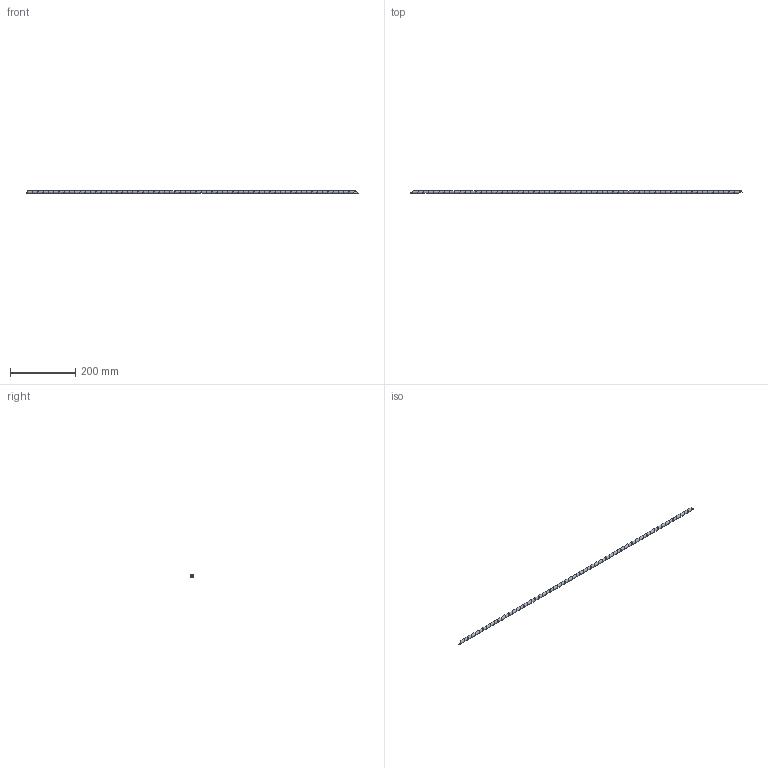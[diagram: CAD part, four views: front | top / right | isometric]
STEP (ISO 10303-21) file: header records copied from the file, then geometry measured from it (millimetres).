
FILE_DESCRIPTION (( 'STEP AP214' ), '1' );
FILE_NAME ('1097-A1P-A.STEP', '2013-05-15T14:47:47', ( '3DAssist' ), ( '' ), 'SwSTEP 2.0', 'SolidWorks 2013', '' );
FILE_SCHEMA (( 'AUTOMOTIVE_DESIGN' ));
Length unit declared in the file: millimetre
Products named in the file (1): 1097-A1P-A
Bounding box: 1016 x 9 x 9 mm (x, y, z)
Volume: 26839.9 mm3; surface area: 53604.6 mm2
Topology: 1 solids, 1 shells, 6 faces, 12 edges, 8 vertices
Faces by surface type: cylinder 2, bspline 2, plane 2
Entity records: 8172 total; most frequent: CARTESIAN_POINT 8029, ORIENTED_EDGE 24, DIRECTION 18, EDGE_CURVE 12, VERTEX_POINT 8, LINE 8, VECTOR 8, ADVANCED_FACE 6
